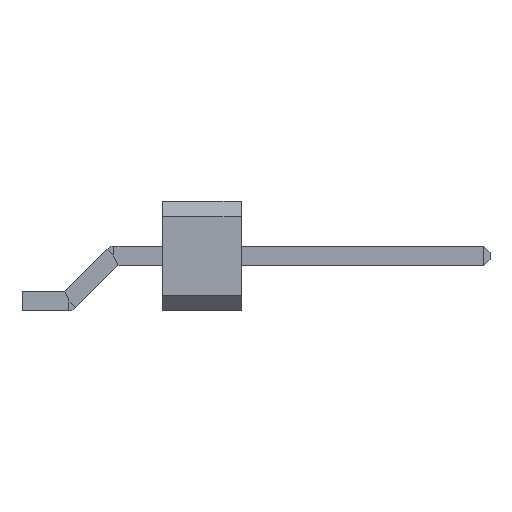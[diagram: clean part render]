
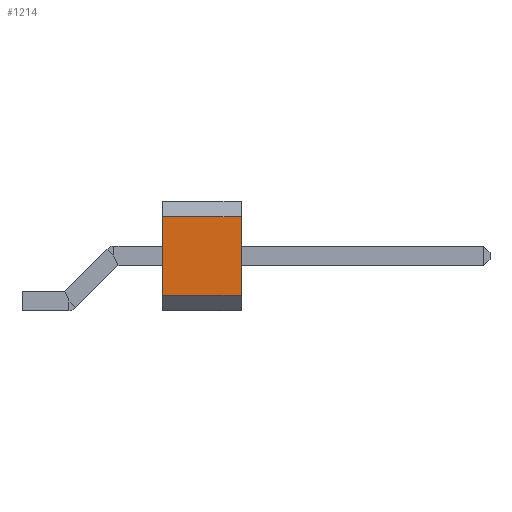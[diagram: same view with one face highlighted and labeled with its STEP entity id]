
A CAD part, front view. The second image highlights one B-rep face of the part: STEP entity #1214.
In plain terms, the highlighted planar face has unit normal (0, -1, 0).
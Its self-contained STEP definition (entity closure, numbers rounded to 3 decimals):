
#1043 = VERTEX_POINT('',#1044);
#1044 = CARTESIAN_POINT('',(3.808,-1.27,3.06));
#1050 = EDGE_CURVE('',#1043,#1051,#1053,.T.);
#1051 = VERTEX_POINT('',#1052);
#1052 = CARTESIAN_POINT('',(3.808,-1.27,0.5));
#1053 = LINE('',#1054,#1055);
#1054 = CARTESIAN_POINT('',(3.808,-1.27,3.56));
#1055 = VECTOR('',#1056,1.);
#1056 = DIRECTION('',(0.,0.,-1.));
#1131 = VERTEX_POINT('',#1132);
#1132 = CARTESIAN_POINT('',(6.348,-1.27,3.06));
#1138 = EDGE_CURVE('',#1043,#1131,#1139,.T.);
#1139 = LINE('',#1140,#1141);
#1140 = CARTESIAN_POINT('',(3.808,-1.27,3.06));
#1141 = VECTOR('',#1142,1.);
#1142 = DIRECTION('',(1.,0.,0.));
#1154 = EDGE_CURVE('',#1131,#1155,#1157,.T.);
#1155 = VERTEX_POINT('',#1156);
#1156 = CARTESIAN_POINT('',(6.348,-1.27,0.5));
#1157 = LINE('',#1158,#1159);
#1158 = CARTESIAN_POINT('',(6.348,-1.27,3.56));
#1159 = VECTOR('',#1160,1.);
#1160 = DIRECTION('',(0.,0.,-1.));
#1214 = ADVANCED_FACE('',(#1215),#1226,.F.);
#1215 = FACE_BOUND('',#1216,.F.);
#1216 = EDGE_LOOP('',(#1217,#1218,#1219,#1220));
#1217 = ORIENTED_EDGE('',*,*,#1050,.F.);
#1218 = ORIENTED_EDGE('',*,*,#1138,.T.);
#1219 = ORIENTED_EDGE('',*,*,#1154,.T.);
#1220 = ORIENTED_EDGE('',*,*,#1221,.F.);
#1221 = EDGE_CURVE('',#1051,#1155,#1222,.T.);
#1222 = LINE('',#1223,#1224);
#1223 = CARTESIAN_POINT('',(3.808,-1.27,0.5));
#1224 = VECTOR('',#1225,1.);
#1225 = DIRECTION('',(1.,0.,0.));
#1226 = PLANE('',#1227);
#1227 = AXIS2_PLACEMENT_3D('',#1228,#1229,#1230);
#1228 = CARTESIAN_POINT('',(3.808,-1.27,3.56));
#1229 = DIRECTION('',(0.,1.,0.));
#1230 = DIRECTION('',(0.,0.,-1.));
